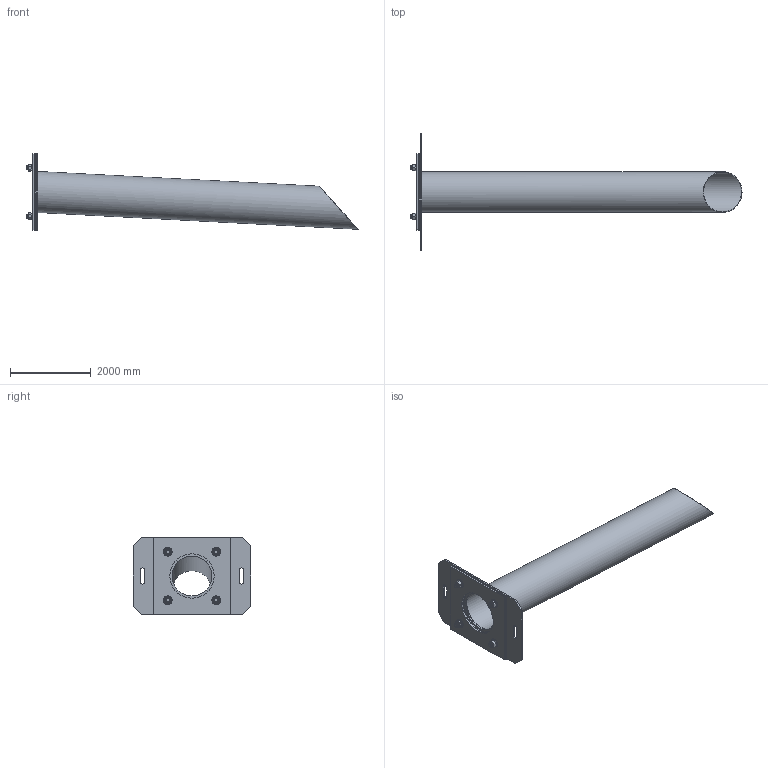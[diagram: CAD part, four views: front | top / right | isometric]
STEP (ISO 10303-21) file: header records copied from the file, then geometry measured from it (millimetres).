
FILE_DESCRIPTION(/* description */ (''),/* implementation_level */ '2;1');
FILE_NAME(/* name */ '15071.100X_3D.stp',/* time_stamp */ '2024-12-11T14:53:49+01:00',/* author */ ('CAD'),/* organization */ (''),/* preprocessor_version */ 'ST-DEVELOPER v20',/* originating_system */ 'AutoCAD Mechanical',/* authorisation */ '');
FILE_SCHEMA (('AUTOMOTIVE_DESIGN { 1 0 10303 214 3 1 1 }'));
Length unit declared in the file: centimetre
Products named in the file (2): Product; *S0
Assembly tree (1 placements, depth 2):
  Product
    *S0
Bounding box: 8225.47 x 2900 x 1900 mm (x, y, z)
Volume: 686332447.8 mm3; surface area: 74486436.2 mm2
Topology: 13 solids, 13 shells, 244 faces, 530 edges, 312 vertices
Faces by surface type: cone 136, plane 78, cylinder 26, torus 4
Full cylindrical faces by diameter (mm): 83.76 x4, 140 x12, 990 x1, 992 x1, 1016 x1, 1100 x3
Entity records: 6902 total; most frequent: CARTESIAN_POINT 1461, DIRECTION 1156, ORIENTED_EDGE 1060, EDGE_CURVE 530, AXIS2_PLACEMENT_3D 455, VERTEX_POINT 312, EDGE_LOOP 290, LINE 246
